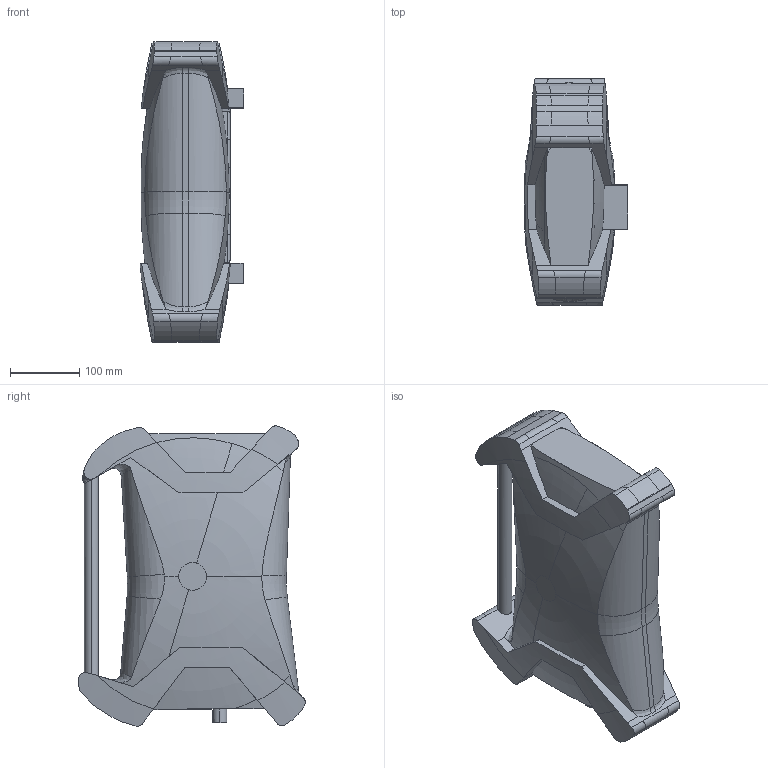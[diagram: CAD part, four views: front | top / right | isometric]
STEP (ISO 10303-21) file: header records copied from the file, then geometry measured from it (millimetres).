
FILE_DESCRIPTION (( 'STEP AP203' ), '1' );
FILE_NAME ('Device_Default_sldprt.STEP', '2022-04-16T10:24:38', ( '' ), ( '' ), 'SwSTEP 2.0', 'SolidWorks 2019', '' );
FILE_SCHEMA (( 'CONFIG_CONTROL_DESIGN' ));
Length unit declared in the file: millimetre
Products named in the file (1): Device_Default_sldprt
Bounding box: 149.51 x 326.6 x 432.61 mm (x, y, z)
Volume: 10956044.3 mm3; surface area: 476516.3 mm2
Topology: 11 solids, 11 shells, 417 faces, 1083 edges, 692 vertices
Faces by surface type: plane 167, cylinder 147, bspline 44, torus 37, cone 18, sphere 4
Entity records: 22932 total; most frequent: CARTESIAN_POINT 13567, ORIENTED_EDGE 2156, DIRECTION 1549, EDGE_CURVE 1078, VERTEX_POINT 691, AXIS2_PLACEMENT_3D 537, VECTOR 475, LINE 475
